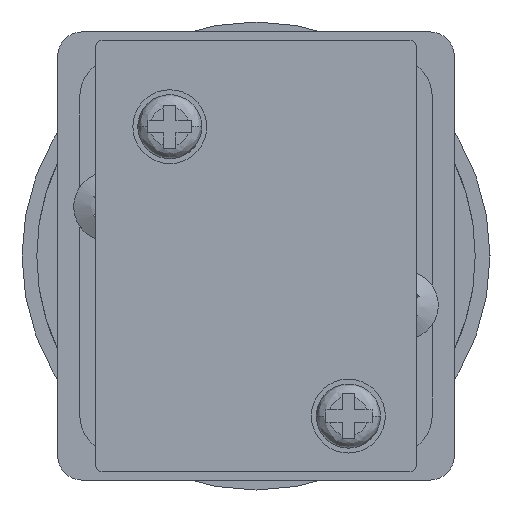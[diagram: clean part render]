
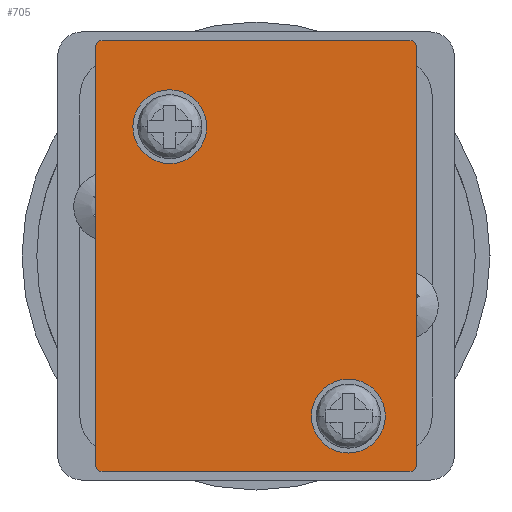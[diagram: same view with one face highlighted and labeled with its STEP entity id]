
A CAD part, front view. The second image highlights one B-rep face of the part: STEP entity #705.
In plain terms, the highlighted planar face has unit normal (0, -1, 0).
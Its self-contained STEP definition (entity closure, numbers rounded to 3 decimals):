
#166 = DIRECTION ( 'NONE',  ( 0., 1., 0. ) ) ;
#675 = AXIS2_PLACEMENT_3D ( 'NONE', #12435, #166, #14510 ) ;
#699 = FACE_OUTER_BOUND ( 'NONE', #1831, .T. ) ;
#705 = ADVANCED_FACE ( 'NONE', ( #699, #21822, #6134 ), #6649, .F. ) ;
#1375 = CIRCLE ( 'NONE', #13260, 0.5 ) ;
#1799 = CIRCLE ( 'NONE', #18479, 0.5 ) ;
#1831 = EDGE_LOOP ( 'NONE', ( #18993, #8568, #22515, #20284, #10105, #25284, #9514, #20244 ) ) ;
#1872 = AXIS2_PLACEMENT_3D ( 'NONE', #14925, #2631, #16974 ) ;
#2488 = EDGE_CURVE ( 'NONE', #6155, #6584, #1799, .T. ) ;
#2631 = DIRECTION ( 'NONE',  ( 0., 1., 0. ) ) ;
#2713 = CARTESIAN_POINT ( 'NONE',  ( 0., -41.361, -17.361 ) ) ;
#2807 = VERTEX_POINT ( 'NONE', #10273 ) ;
#3368 = VECTOR ( 'NONE', #9641, 1000. ) ;
#4019 = LINE ( 'NONE', #21907, #3368 ) ;
#4175 = CARTESIAN_POINT ( 'NONE',  ( 13., -41.361, -17.361 ) ) ;
#4523 = VECTOR ( 'NONE', #25773, 1000. ) ;
#4626 = DIRECTION ( 'NONE',  ( 0., -1., 0. ) ) ;
#5191 = LINE ( 'NONE', #23608, #4523 ) ;
#5695 = EDGE_CURVE ( 'NONE', #21872, #16410, #5191, .T. ) ;
#5786 = VERTEX_POINT ( 'NONE', #18258 ) ;
#6134 = FACE_BOUND ( 'NONE', #12838, .T. ) ;
#6155 = VERTEX_POINT ( 'NONE', #15559 ) ;
#6225 = DIRECTION ( 'NONE',  ( 0., 1., 0. ) ) ;
#6379 = ORIENTED_EDGE ( 'NONE', *, *, #18935, .F. ) ;
#6400 = DIRECTION ( 'NONE',  ( -1., 0., 0. ) ) ;
#6408 = VERTEX_POINT ( 'NONE', #16698 ) ;
#6584 = VERTEX_POINT ( 'NONE', #19450 ) ;
#6623 = CARTESIAN_POINT ( 'NONE',  ( -12.5, -41.361, -17.361 ) ) ;
#6649 = PLANE ( 'NONE',  #20494 ) ;
#7182 = CARTESIAN_POINT ( 'NONE',  ( 12.5, -41.361, -17.861 ) ) ;
#7984 = AXIS2_PLACEMENT_3D ( 'NONE', #9055, #23365, #11125 ) ;
#8169 = DIRECTION ( 'NONE',  ( 0., -1., 0. ) ) ;
#8408 = CARTESIAN_POINT ( 'NONE',  ( 13., -41.361, -51.861 ) ) ;
#8568 = ORIENTED_EDGE ( 'NONE', *, *, #17259, .F. ) ;
#8773 = DIRECTION ( 'NONE',  ( 0., -1., 0. ) ) ;
#9055 = CARTESIAN_POINT ( 'NONE',  ( -7., -41.361, -24.361 ) ) ;
#9173 = ORIENTED_EDGE ( 'NONE', *, *, #13502, .F. ) ;
#9204 = DIRECTION ( 'NONE',  ( -1., 0., 0. ) ) ;
#9514 = ORIENTED_EDGE ( 'NONE', *, *, #2488, .F. ) ;
#9641 = DIRECTION ( 'NONE',  ( 0., 0., 1. ) ) ;
#9902 = VERTEX_POINT ( 'NONE', #21781 ) ;
#10105 = ORIENTED_EDGE ( 'NONE', *, *, #21713, .F. ) ;
#10273 = CARTESIAN_POINT ( 'NONE',  ( 4.5, -41.361, -47.861 ) ) ;
#10352 = CIRCLE ( 'NONE', #7984, 3. ) ;
#10798 = ORIENTED_EDGE ( 'NONE', *, *, #20305, .F. ) ;
#11125 = DIRECTION ( 'NONE',  ( 1., 0., 0. ) ) ;
#11609 = EDGE_CURVE ( 'NONE', #16410, #5786, #1375, .T. ) ;
#11798 = EDGE_CURVE ( 'NONE', #15464, #6155, #12591, .T. ) ;
#12259 = VERTEX_POINT ( 'NONE', #8408 ) ;
#12435 = CARTESIAN_POINT ( 'NONE',  ( -12.5, -41.361, -17.861 ) ) ;
#12473 = CIRCLE ( 'NONE', #675, 0.5 ) ;
#12591 = LINE ( 'NONE', #2713, #22813 ) ;
#12830 = CIRCLE ( 'NONE', #17312, 3. ) ;
#12838 = EDGE_LOOP ( 'NONE', ( #14901, #6379 ) ) ;
#13260 = AXIS2_PLACEMENT_3D ( 'NONE', #18476, #6225, #20516 ) ;
#13394 = EDGE_CURVE ( 'NONE', #12259, #6584, #15412, .T. ) ;
#13502 = EDGE_CURVE ( 'NONE', #2807, #21414, #12830, .T. ) ;
#13607 = VERTEX_POINT ( 'NONE', #15676 ) ;
#14510 = DIRECTION ( 'NONE',  ( -1., 0., 0. ) ) ;
#14767 = VECTOR ( 'NONE', #16462, 1000. ) ;
#14901 = ORIENTED_EDGE ( 'NONE', *, *, #24323, .F. ) ;
#14914 = DIRECTION ( 'NONE',  ( 1., 0., 0. ) ) ;
#14925 = CARTESIAN_POINT ( 'NONE',  ( 12.5, -41.361, -51.861 ) ) ;
#15412 = LINE ( 'NONE', #4175, #14767 ) ;
#15464 = VERTEX_POINT ( 'NONE', #6623 ) ;
#15559 = CARTESIAN_POINT ( 'NONE',  ( 12.5, -41.361, -17.361 ) ) ;
#15676 = CARTESIAN_POINT ( 'NONE',  ( -13., -41.361, -17.861 ) ) ;
#16240 = CARTESIAN_POINT ( 'NONE',  ( -12.5, -41.361, -52.361 ) ) ;
#16410 = VERTEX_POINT ( 'NONE', #16240 ) ;
#16462 = DIRECTION ( 'NONE',  ( 0., 0., 1. ) ) ;
#16698 = CARTESIAN_POINT ( 'NONE',  ( -10., -41.361, -24.361 ) ) ;
#16904 = CARTESIAN_POINT ( 'NONE',  ( 7.5, -41.361, -47.861 ) ) ;
#16974 = DIRECTION ( 'NONE',  ( -1., 0., 0. ) ) ;
#17259 = EDGE_CURVE ( 'NONE', #5786, #13607, #4019, .T. ) ;
#17312 = AXIS2_PLACEMENT_3D ( 'NONE', #16904, #4626, #18944 ) ;
#17881 = CARTESIAN_POINT ( 'NONE',  ( 10.5, -41.361, -47.861 ) ) ;
#18258 = CARTESIAN_POINT ( 'NONE',  ( -13., -41.361, -51.861 ) ) ;
#18476 = CARTESIAN_POINT ( 'NONE',  ( -12.5, -41.361, -51.861 ) ) ;
#18479 = AXIS2_PLACEMENT_3D ( 'NONE', #7182, #21477, #9204 ) ;
#18883 = CARTESIAN_POINT ( 'NONE',  ( 0., -41.361, -34.861 ) ) ;
#18935 = EDGE_CURVE ( 'NONE', #6408, #9902, #10352, .T. ) ;
#18944 = DIRECTION ( 'NONE',  ( 1., 0., 0. ) ) ;
#18993 = ORIENTED_EDGE ( 'NONE', *, *, #20990, .F. ) ;
#19185 = AXIS2_PLACEMENT_3D ( 'NONE', #20431, #8169, #22490 ) ;
#19450 = CARTESIAN_POINT ( 'NONE',  ( 13., -41.361, -17.861 ) ) ;
#20244 = ORIENTED_EDGE ( 'NONE', *, *, #11798, .F. ) ;
#20284 = ORIENTED_EDGE ( 'NONE', *, *, #5695, .F. ) ;
#20305 = EDGE_CURVE ( 'NONE', #21414, #2807, #21800, .T. ) ;
#20318 = CIRCLE ( 'NONE', #25592, 3. ) ;
#20399 = DIRECTION ( 'NONE',  ( 0., 1., 0. ) ) ;
#20431 = CARTESIAN_POINT ( 'NONE',  ( 7.5, -41.361, -47.861 ) ) ;
#20494 = AXIS2_PLACEMENT_3D ( 'NONE', #18883, #20399, #6400 ) ;
#20516 = DIRECTION ( 'NONE',  ( -1., 0., 0. ) ) ;
#20990 = EDGE_CURVE ( 'NONE', #13607, #15464, #12473, .T. ) ;
#21043 = CARTESIAN_POINT ( 'NONE',  ( -7., -41.361, -24.361 ) ) ;
#21345 = CARTESIAN_POINT ( 'NONE',  ( 12.5, -41.361, -52.361 ) ) ;
#21414 = VERTEX_POINT ( 'NONE', #17881 ) ;
#21477 = DIRECTION ( 'NONE',  ( 0., 1., 0. ) ) ;
#21545 = EDGE_LOOP ( 'NONE', ( #10798, #9173 ) ) ;
#21713 = EDGE_CURVE ( 'NONE', #12259, #21872, #23929, .T. ) ;
#21781 = CARTESIAN_POINT ( 'NONE',  ( -4., -41.361, -24.361 ) ) ;
#21800 = CIRCLE ( 'NONE', #19185, 3. ) ;
#21822 = FACE_BOUND ( 'NONE', #21545, .T. ) ;
#21872 = VERTEX_POINT ( 'NONE', #21345 ) ;
#21907 = CARTESIAN_POINT ( 'NONE',  ( -13., -41.361, -34.861 ) ) ;
#22490 = DIRECTION ( 'NONE',  ( 1., 0., 0. ) ) ;
#22515 = ORIENTED_EDGE ( 'NONE', *, *, #11609, .F. ) ;
#22813 = VECTOR ( 'NONE', #14914, 1000. ) ;
#23076 = DIRECTION ( 'NONE',  ( 1., 0., 0. ) ) ;
#23365 = DIRECTION ( 'NONE',  ( 0., -1., 0. ) ) ;
#23608 = CARTESIAN_POINT ( 'NONE',  ( 0., -41.361, -52.361 ) ) ;
#23929 = CIRCLE ( 'NONE', #1872, 0.5 ) ;
#24323 = EDGE_CURVE ( 'NONE', #9902, #6408, #20318, .T. ) ;
#25284 = ORIENTED_EDGE ( 'NONE', *, *, #13394, .T. ) ;
#25592 = AXIS2_PLACEMENT_3D ( 'NONE', #21043, #8773, #23076 ) ;
#25773 = DIRECTION ( 'NONE',  ( -1., 0., 0. ) ) ;
